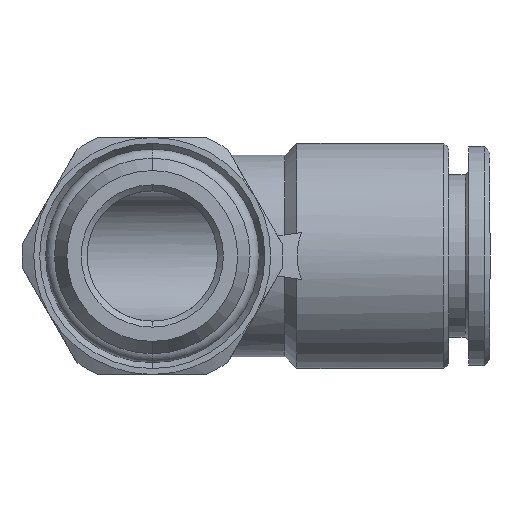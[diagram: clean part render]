
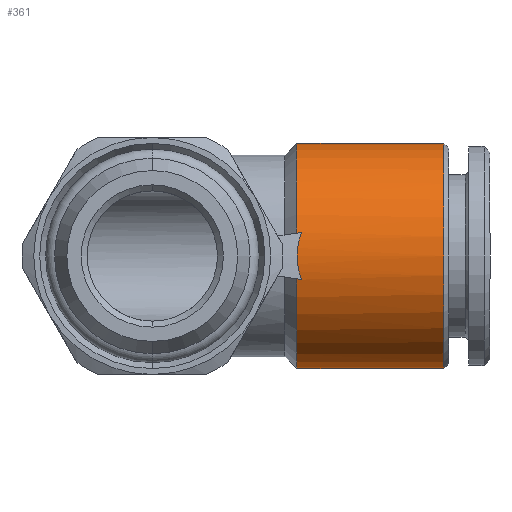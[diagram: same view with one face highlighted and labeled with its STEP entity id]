
A CAD part, front view. The second image highlights one B-rep face of the part: STEP entity #361.
In plain terms, the highlighted cylindrical face has radius 9.5 mm (diameter 19 mm), a partial arc.
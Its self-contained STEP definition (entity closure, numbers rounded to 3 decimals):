
#188 = VERTEX_POINT ( 'NONE', #1362 ) ;
#189 = VERTEX_POINT ( 'NONE', #1361 ) ;
#337 = EDGE_CURVE ( 'NONE', #2043, #387, #1637, .T. ) ;
#341 = VERTEX_POINT ( 'NONE', #1676 ) ;
#342 = ORIENTED_EDGE ( 'NONE', *, *, #343, .F. ) ;
#343 = EDGE_CURVE ( 'NONE', #344, #341, #1674, .T. ) ;
#344 = VERTEX_POINT ( 'NONE', #1673 ) ;
#351 = ORIENTED_EDGE ( 'NONE', *, *, #395, .T. ) ;
#358 = VERTEX_POINT ( 'NONE', #1656 ) ;
#360 = EDGE_CURVE ( 'NONE', #358, #2061, #1592, .T. ) ;
#361 = ADVANCED_FACE ( 'NONE', ( #1588 ), #1587, .T. ) ;
#362 = EDGE_LOOP ( 'NONE', ( #363, #351, #396, #417, #418, #342, #371, #394 ) ) ;
#363 = ORIENTED_EDGE ( 'NONE', *, *, #2029, .F. ) ;
#371 = ORIENTED_EDGE ( 'NONE', *, *, #393, .T. ) ;
#387 = VERTEX_POINT ( 'NONE', #1769 ) ;
#393 = EDGE_CURVE ( 'NONE', #344, #387, #1786, .T. ) ;
#394 = ORIENTED_EDGE ( 'NONE', *, *, #337, .F. ) ;
#395 = EDGE_CURVE ( 'NONE', #189, #188, #1802, .T. ) ;
#396 = ORIENTED_EDGE ( 'NONE', *, *, #2077, .T. ) ;
#417 = ORIENTED_EDGE ( 'NONE', *, *, #360, .F. ) ;
#418 = ORIENTED_EDGE ( 'NONE', *, *, #419, .F. ) ;
#419 = EDGE_CURVE ( 'NONE', #341, #358, #2584, .T. ) ;
#1361 = CARTESIAN_POINT ( 'NONE',  ( 24.6, 0., -9.5 ) ) ;
#1362 = CARTESIAN_POINT ( 'NONE',  ( 24.6, 0., 9.5 ) ) ;
#1586 = CARTESIAN_POINT ( 'NONE',  ( -11.484, 0., 0. ) ) ;
#1587 = CYLINDRICAL_SURFACE ( 'NONE', #1635, 9.5 ) ;
#1588 = FACE_OUTER_BOUND ( 'NONE', #362, .T. ) ;
#1589 = DIRECTION ( 'NONE',  ( 0., 0., 1. ) ) ;
#1590 = DIRECTION ( 'NONE',  ( -1., 0., 0. ) ) ;
#1591 = AXIS2_PLACEMENT_3D ( 'NONE', #1654, #1590, #1589 ) ;
#1592 = CIRCLE ( 'NONE', #1591, 9.5 ) ;
#1600 = CARTESIAN_POINT ( 'NONE',  ( 12.589, -9.288, 1.994 ) ) ;
#1601 = CARTESIAN_POINT ( 'NONE',  ( 12.469, -9.356, 1.678 ) ) ;
#1602 = CARTESIAN_POINT ( 'NONE',  ( 12.378, -9.409, 1.352 ) ) ;
#1603 = CARTESIAN_POINT ( 'NONE',  ( 12.285, -9.463, 0.852 ) ) ;
#1604 = CARTESIAN_POINT ( 'NONE',  ( 12.262, -9.477, 0.683 ) ) ;
#1605 = CARTESIAN_POINT ( 'NONE',  ( 12.23, -9.495, 0.341 ) ) ;
#1606 = CARTESIAN_POINT ( 'NONE',  ( 12.223, -9.5, 0.168 ) ) ;
#1607 = CARTESIAN_POINT ( 'NONE',  ( 12.223, -9.5, -0.344 ) ) ;
#1608 = CARTESIAN_POINT ( 'NONE',  ( 12.254, -9.481, -0.682 ) ) ;
#1609 = CARTESIAN_POINT ( 'NONE',  ( 12.377, -9.409, -1.351 ) ) ;
#1610 = CARTESIAN_POINT ( 'NONE',  ( 12.471, -9.355, -1.681 ) ) ;
#1611 = CARTESIAN_POINT ( 'NONE',  ( 12.589, -9.288, -1.994 ) ) ;
#1633 = DIRECTION ( 'NONE',  ( 0., 0., 1. ) ) ;
#1634 = DIRECTION ( 'NONE',  ( -1., 0., 0. ) ) ;
#1635 = AXIS2_PLACEMENT_3D ( 'NONE', #1586, #1634, #1633 ) ;
#1637 = CIRCLE ( 'NONE', #1685, 9.5 ) ;
#1654 = CARTESIAN_POINT ( 'NONE',  ( 12.2, 0., 0. ) ) ;
#1656 = CARTESIAN_POINT ( 'NONE',  ( 12.2, -9.301, 1.932 ) ) ;
#1673 = CARTESIAN_POINT ( 'NONE',  ( 12.589, -9.288, -1.994 ) ) ;
#1674 = B_SPLINE_CURVE_WITH_KNOTS ( 'NONE', 3,
 ( #1611, #1610, #1609, #1608, #1607, #1606, #1605, #1604, #1603, #1602, #1601, #1600 ),
 .UNSPECIFIED., .F., .F.,
 ( 4, 2, 2, 2, 2, 4 ),
 ( 0.001, 0.002, 0.003, 0.004, 0.004, 0.005 ),
 .UNSPECIFIED. ) ;
#1676 = CARTESIAN_POINT ( 'NONE',  ( 12.589, -9.288, 1.994 ) ) ;
#1682 = DIRECTION ( 'NONE',  ( 0., 0., 1. ) ) ;
#1683 = DIRECTION ( 'NONE',  ( -1., 0., 0. ) ) ;
#1684 = CARTESIAN_POINT ( 'NONE',  ( 12.2, 0., 0. ) ) ;
#1685 = AXIS2_PLACEMENT_3D ( 'NONE', #1684, #1683, #1682 ) ;
#1769 = CARTESIAN_POINT ( 'NONE',  ( 12.2, -9.301, -1.932 ) ) ;
#1783 = DIRECTION ( 'NONE',  ( 0., 0., 1. ) ) ;
#1784 = DIRECTION ( 'NONE',  ( -1., 0., 0. ) ) ;
#1786 =( BOUNDED_CURVE ( )  B_SPLINE_CURVE ( 3, ( #1801, #1800, #1810, #1809 ),
 .UNSPECIFIED., .F., .T. ) 
 B_SPLINE_CURVE_WITH_KNOTS ( ( 4, 4 ),
 ( 4.501, 4.508 ),
 .UNSPECIFIED. ) 
 CURVE ( )  GEOMETRIC_REPRESENTATION_ITEM ( )  RATIONAL_B_SPLINE_CURVE ( ( 1., 1., 1., 1. ) ) 
 REPRESENTATION_ITEM ( '' )  );
#1791 = CARTESIAN_POINT ( 'NONE',  ( 24.6, 0., 0. ) ) ;
#1792 = AXIS2_PLACEMENT_3D ( 'NONE', #1791, #1784, #1783 ) ;
#1800 = CARTESIAN_POINT ( 'NONE',  ( 12.46, -9.293, -1.973 ) ) ;
#1801 = CARTESIAN_POINT ( 'NONE',  ( 12.589, -9.288, -1.994 ) ) ;
#1802 = CIRCLE ( 'NONE', #1792, 9.5 ) ;
#1809 = CARTESIAN_POINT ( 'NONE',  ( 12.2, -9.301, -1.932 ) ) ;
#1810 = CARTESIAN_POINT ( 'NONE',  ( 12.33, -9.297, -1.953 ) ) ;
#2029 = EDGE_CURVE ( 'NONE', #189, #2043, #3656, .T. ) ;
#2043 = VERTEX_POINT ( 'NONE', #3621 ) ;
#2061 = VERTEX_POINT ( 'NONE', #3662 ) ;
#2077 = EDGE_CURVE ( 'NONE', #188, #2061, #3716, .T. ) ;
#2582 = CARTESIAN_POINT ( 'NONE',  ( 12.2, -9.301, 1.932 ) ) ;
#2583 = CARTESIAN_POINT ( 'NONE',  ( 12.33, -9.297, 1.953 ) ) ;
#2584 =( BOUNDED_CURVE ( )  B_SPLINE_CURVE ( 3, ( #2600, #2604, #2583, #2582 ),
 .UNSPECIFIED., .F., .T. ) 
 B_SPLINE_CURVE_WITH_KNOTS ( ( 4, 4 ),
 ( 4.501, 4.508 ),
 .UNSPECIFIED. ) 
 CURVE ( )  GEOMETRIC_REPRESENTATION_ITEM ( )  RATIONAL_B_SPLINE_CURVE ( ( 1., 1., 1., 1. ) ) 
 REPRESENTATION_ITEM ( '' )  );
#2600 = CARTESIAN_POINT ( 'NONE',  ( 12.589, -9.288, 1.994 ) ) ;
#2604 = CARTESIAN_POINT ( 'NONE',  ( 12.46, -9.293, 1.973 ) ) ;
#3621 = CARTESIAN_POINT ( 'NONE',  ( 12.2, 0., -9.5 ) ) ;
#3653 = DIRECTION ( 'NONE',  ( -1., 0., 0. ) ) ;
#3654 = VECTOR ( 'NONE', #3653, 1000. ) ;
#3655 = CARTESIAN_POINT ( 'NONE',  ( -11.484, 0., -9.5 ) ) ;
#3656 = LINE ( 'NONE', #3655, #3654 ) ;
#3662 = CARTESIAN_POINT ( 'NONE',  ( 12.2, 0., 9.5 ) ) ;
#3713 = DIRECTION ( 'NONE',  ( -1., 0., 0. ) ) ;
#3714 = VECTOR ( 'NONE', #3713, 1000. ) ;
#3715 = CARTESIAN_POINT ( 'NONE',  ( -11.484, 0., 9.5 ) ) ;
#3716 = LINE ( 'NONE', #3715, #3714 ) ;
